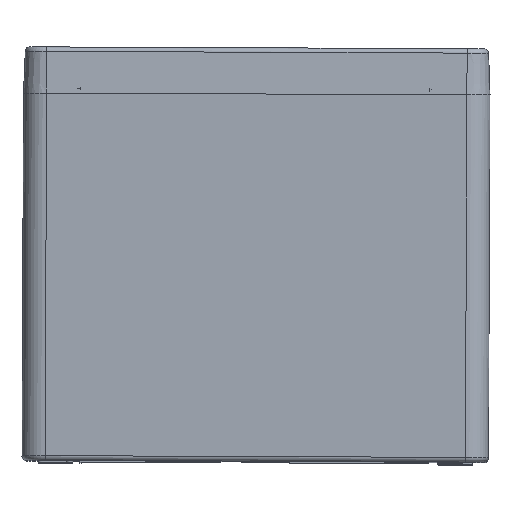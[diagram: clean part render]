
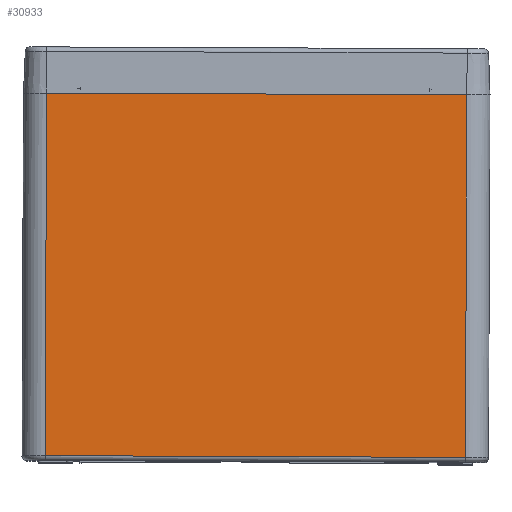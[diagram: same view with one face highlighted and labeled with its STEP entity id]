
A CAD part, top view. The second image highlights one B-rep face of the part: STEP entity #30933.
In plain terms, the highlighted planar face has unit normal (0, 0, 1).
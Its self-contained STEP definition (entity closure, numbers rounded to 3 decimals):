
#2784=PLANE('',#33581);
#3558=LINE('',#63598,#5183);
#3581=LINE('',#63654,#5206);
#3582=LINE('',#63656,#5207);
#3583=LINE('',#63657,#5208);
#5183=VECTOR('',#38429,1000.);
#5206=VECTOR('',#38476,1000.);
#5207=VECTOR('',#38477,1000.);
#5208=VECTOR('',#38478,1000.);
#7717=FACE_OUTER_BOUND('',#10096,.T.);
#10096=EDGE_LOOP('',(#23242,#23243,#23244,#23245));
#14451=VERTEX_POINT('',#63595);
#14452=VERTEX_POINT('',#63597);
#14473=VERTEX_POINT('',#63653);
#14474=VERTEX_POINT('',#63655);
#17558=EDGE_CURVE('',#14451,#14452,#3558,.T.);
#17589=EDGE_CURVE('',#14451,#14473,#3581,.T.);
#17590=EDGE_CURVE('',#14473,#14474,#3582,.T.);
#17591=EDGE_CURVE('',#14474,#14452,#3583,.T.);
#23242=ORIENTED_EDGE('',*,*,#17589,.T.);
#23243=ORIENTED_EDGE('',*,*,#17590,.T.);
#23244=ORIENTED_EDGE('',*,*,#17591,.T.);
#23245=ORIENTED_EDGE('',*,*,#17558,.F.);
#30933=ADVANCED_FACE('',(#7717),#2784,.T.);
#33581=AXIS2_PLACEMENT_3D('',#63652,#38474,#38475);
#38429=DIRECTION('',(1.,0.,0.));
#38474=DIRECTION('center_axis',(0.,0.,1.));
#38475=DIRECTION('ref_axis',(1.,0.,0.));
#38476=DIRECTION('',(0.,-1.,0.));
#38477=DIRECTION('',(1.,0.,0.));
#38478=DIRECTION('',(0.,1.,0.));
#63595=CARTESIAN_POINT('',(-91.,0.,116.));
#63597=CARTESIAN_POINT('',(91.,0.,116.));
#63598=CARTESIAN_POINT('',(-101.,0.,116.));
#63652=CARTESIAN_POINT('Origin',(-101.,-159.,116.));
#63653=CARTESIAN_POINT('',(-91.,-157.,116.));
#63654=CARTESIAN_POINT('',(-91.,-159.,116.));
#63655=CARTESIAN_POINT('',(91.,-157.,116.));
#63656=CARTESIAN_POINT('',(91.,-157.,116.));
#63657=CARTESIAN_POINT('',(91.,-159.,116.));
